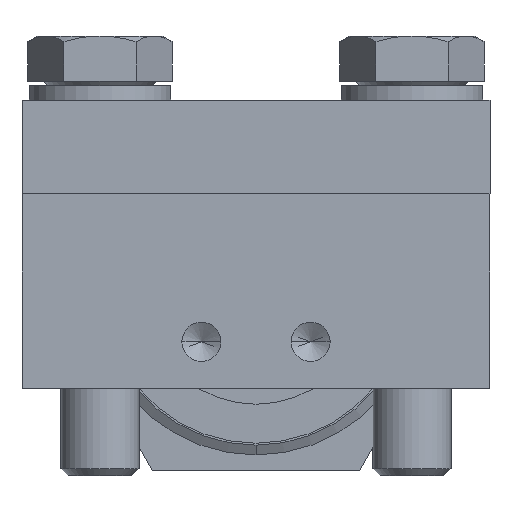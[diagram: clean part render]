
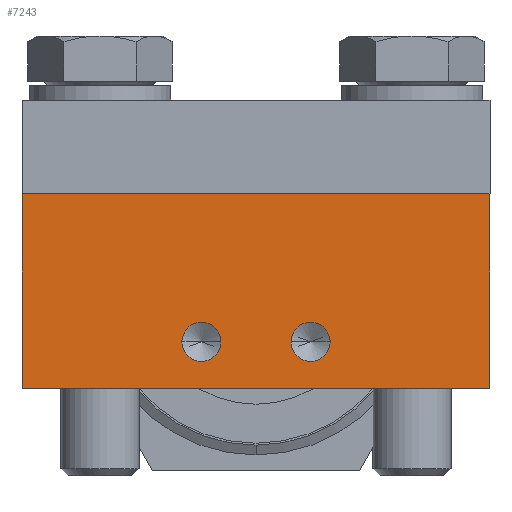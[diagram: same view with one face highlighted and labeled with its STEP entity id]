
A CAD part, front view. The second image highlights one B-rep face of the part: STEP entity #7243.
In plain terms, the highlighted face is planar.
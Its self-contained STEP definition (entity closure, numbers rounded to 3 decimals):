
#81 = DIRECTION ( 'NONE',  ( 0., -1., 0. ) ) ;
#372 = CARTESIAN_POINT ( 'NONE',  ( -30., 25., 30. ) ) ;
#481 = LINE ( 'NONE', #6412, #5689 ) ;
#565 = CIRCLE ( 'NONE', #7653, 2.5 ) ;
#780 = DIRECTION ( 'NONE',  ( 0., 0., 1. ) ) ;
#981 = ORIENTED_EDGE ( 'NONE', *, *, #1963, .F. ) ;
#1603 = DIRECTION ( 'NONE',  ( 0., 0., 1. ) ) ;
#1781 = ORIENTED_EDGE ( 'NONE', *, *, #8886, .F. ) ;
#1783 = CARTESIAN_POINT ( 'NONE',  ( 30., 0., 30. ) ) ;
#1785 = DIRECTION ( 'NONE',  ( 0., 0., -1. ) ) ;
#1963 = EDGE_CURVE ( 'NONE', #3184, #3727, #3808, .T. ) ;
#2049 = EDGE_CURVE ( 'NONE', #7033, #5310, #7122, .T. ) ;
#2064 = ORIENTED_EDGE ( 'NONE', *, *, #2866, .F. ) ;
#2467 = VERTEX_POINT ( 'NONE', #8926 ) ;
#2609 = AXIS2_PLACEMENT_3D ( 'NONE', #3875, #8842, #4593 ) ;
#2653 = FACE_BOUND ( 'NONE', #6622, .T. ) ;
#2744 = CARTESIAN_POINT ( 'NONE',  ( 7., 19., 30. ) ) ;
#2793 = ORIENTED_EDGE ( 'NONE', *, *, #7968, .T. ) ;
#2866 = EDGE_CURVE ( 'NONE', #7033, #2467, #4239, .T. ) ;
#2911 = CARTESIAN_POINT ( 'NONE',  ( -30., 25., 30. ) ) ;
#3020 = CIRCLE ( 'NONE', #2609, 2.5 ) ;
#3184 = VERTEX_POINT ( 'NONE', #8241 ) ;
#3287 = ORIENTED_EDGE ( 'NONE', *, *, #5692, .F. ) ;
#3335 = CARTESIAN_POINT ( 'NONE',  ( -30., 0., 30. ) ) ;
#3460 = DIRECTION ( 'NONE',  ( 1., 0., 0. ) ) ;
#3509 = EDGE_CURVE ( 'NONE', #2467, #5715, #481, .T. ) ;
#3653 = CARTESIAN_POINT ( 'NONE',  ( 4.5, 19., 30. ) ) ;
#3665 = CARTESIAN_POINT ( 'NONE',  ( -30., 25., 30. ) ) ;
#3727 = VERTEX_POINT ( 'NONE', #5023 ) ;
#3808 = CIRCLE ( 'NONE', #7747, 2.5 ) ;
#3875 = CARTESIAN_POINT ( 'NONE',  ( -7., 19., 30. ) ) ;
#4137 = ORIENTED_EDGE ( 'NONE', *, *, #6144, .F. ) ;
#4239 = LINE ( 'NONE', #2911, #8025 ) ;
#4593 = DIRECTION ( 'NONE',  ( 1., 0., 0. ) ) ;
#5023 = CARTESIAN_POINT ( 'NONE',  ( -9.5, 19., 30. ) ) ;
#5030 = CARTESIAN_POINT ( 'NONE',  ( -7., 19., 30. ) ) ;
#5304 = VECTOR ( 'NONE', #7353, 1000. ) ;
#5310 = VERTEX_POINT ( 'NONE', #3335 ) ;
#5644 = CARTESIAN_POINT ( 'NONE',  ( -30., 25., 30. ) ) ;
#5689 = VECTOR ( 'NONE', #81, 1000. ) ;
#5692 = EDGE_CURVE ( 'NONE', #3727, #3184, #3020, .T. ) ;
#5715 = VERTEX_POINT ( 'NONE', #1783 ) ;
#5741 = DIRECTION ( 'NONE',  ( 1., 0., 0. ) ) ;
#5856 = CARTESIAN_POINT ( 'NONE',  ( 7., 19., 30. ) ) ;
#5925 = CARTESIAN_POINT ( 'NONE',  ( -30., 0., 30. ) ) ;
#6023 = PLANE ( 'NONE',  #8860 ) ;
#6144 = EDGE_CURVE ( 'NONE', #7691, #7697, #565, .T. ) ;
#6343 = DIRECTION ( 'NONE',  ( 0., -1., 0. ) ) ;
#6402 = FACE_OUTER_BOUND ( 'NONE', #6407, .T. ) ;
#6407 = EDGE_LOOP ( 'NONE', ( #2793, #8526, #2064, #8018 ) ) ;
#6412 = CARTESIAN_POINT ( 'NONE',  ( 30., 25., 30. ) ) ;
#6562 = DIRECTION ( 'NONE',  ( 1., 0., 0. ) ) ;
#6622 = EDGE_LOOP ( 'NONE', ( #4137, #1781 ) ) ;
#6726 = DIRECTION ( 'NONE',  ( -1., 0., 0. ) ) ;
#7033 = VERTEX_POINT ( 'NONE', #3665 ) ;
#7122 = LINE ( 'NONE', #5644, #8800 ) ;
#7165 = DIRECTION ( 'NONE',  ( 1., 0., 0. ) ) ;
#7170 = CIRCLE ( 'NONE', #8347, 2.5 ) ;
#7243 = ADVANCED_FACE ( 'NONE', ( #2653, #8304, #6402 ), #6023, .F. ) ;
#7353 = DIRECTION ( 'NONE',  ( 1., 0., 0. ) ) ;
#7415 = LINE ( 'NONE', #5925, #5304 ) ;
#7653 = AXIS2_PLACEMENT_3D ( 'NONE', #5856, #1603, #6562 ) ;
#7691 = VERTEX_POINT ( 'NONE', #7896 ) ;
#7696 = DIRECTION ( 'NONE',  ( 0., 0., 1. ) ) ;
#7697 = VERTEX_POINT ( 'NONE', #3653 ) ;
#7747 = AXIS2_PLACEMENT_3D ( 'NONE', #5030, #780, #5741 ) ;
#7896 = CARTESIAN_POINT ( 'NONE',  ( 9.5, 19., 30. ) ) ;
#7968 = EDGE_CURVE ( 'NONE', #5310, #5715, #7415, .T. ) ;
#8018 = ORIENTED_EDGE ( 'NONE', *, *, #2049, .T. ) ;
#8025 = VECTOR ( 'NONE', #7165, 1000. ) ;
#8241 = CARTESIAN_POINT ( 'NONE',  ( -4.5, 19., 30. ) ) ;
#8304 = FACE_BOUND ( 'NONE', #8575, .T. ) ;
#8347 = AXIS2_PLACEMENT_3D ( 'NONE', #2744, #7696, #3460 ) ;
#8526 = ORIENTED_EDGE ( 'NONE', *, *, #3509, .F. ) ;
#8575 = EDGE_LOOP ( 'NONE', ( #981, #3287 ) ) ;
#8800 = VECTOR ( 'NONE', #6343, 1000. ) ;
#8842 = DIRECTION ( 'NONE',  ( 0., 0., 1. ) ) ;
#8860 = AXIS2_PLACEMENT_3D ( 'NONE', #372, #1785, #6726 ) ;
#8886 = EDGE_CURVE ( 'NONE', #7697, #7691, #7170, .T. ) ;
#8926 = CARTESIAN_POINT ( 'NONE',  ( 30., 25., 30. ) ) ;
